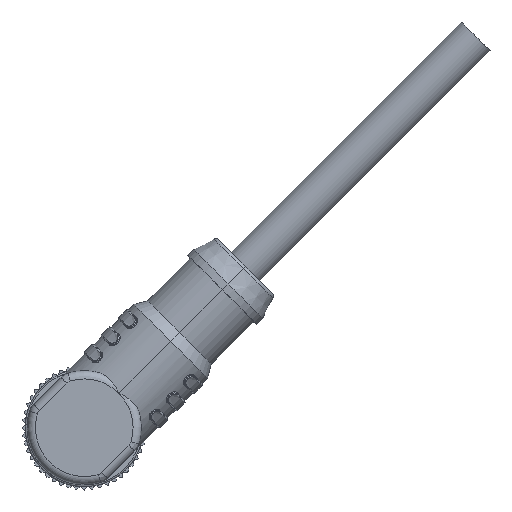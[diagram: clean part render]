
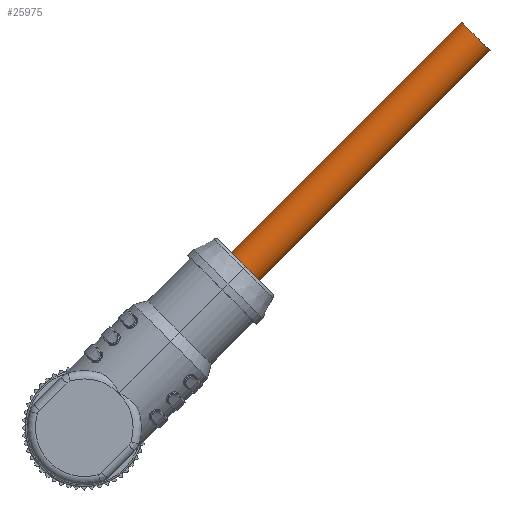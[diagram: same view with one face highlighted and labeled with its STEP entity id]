
A CAD part, left-side view. The second image highlights one B-rep face of the part: STEP entity #25975.
In plain terms, the highlighted cylindrical face has radius 2.5 mm (diameter 5 mm), a partial arc.
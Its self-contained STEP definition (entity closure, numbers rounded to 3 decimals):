
#3810=CARTESIAN_POINT('',(-21.5,-19.799,19.799));
#3811=DIRECTION('',(0.,-0.707,0.707));
#3812=DIRECTION('',(0.,0.707,0.707));
#3813=AXIS2_PLACEMENT_3D('',#3810,#3811,#3812);
#3815=DIRECTION('',(0.,-0.707,0.707));
#3816=VECTOR('',#3815,40.);
#3817=CARTESIAN_POINT('',(-21.5,-21.567,18.031));
#3818=LINE('',#3817,#3816);
#3819=DIRECTION('',(0.,-0.707,0.707));
#3820=VECTOR('',#3819,40.);
#3821=CARTESIAN_POINT('',(-21.5,-18.031,21.567));
#3822=LINE('',#3821,#3820);
#3828=CARTESIAN_POINT('',(-21.5,-48.083,48.083));
#3829=DIRECTION('',(0.,-0.707,0.707));
#3830=DIRECTION('',(0.,0.707,0.707));
#3831=AXIS2_PLACEMENT_3D('',#3828,#3829,#3830);
#24269=CARTESIAN_POINT('',(-21.5,-49.851,46.315));
#24270=CARTESIAN_POINT('',(-21.5,-46.315,49.851));
#24271=VERTEX_POINT('',#24269);
#24272=VERTEX_POINT('',#24270);
#24273=CARTESIAN_POINT('',(-21.5,-21.567,18.031));
#24274=CARTESIAN_POINT('',(-21.5,-18.031,21.567));
#24275=VERTEX_POINT('',#24273);
#24276=VERTEX_POINT('',#24274);
#25963=CARTESIAN_POINT('',(-21.5,-12.728,12.728));
#25964=DIRECTION('',(0.,-0.707,0.707));
#25965=DIRECTION('',(0.,-0.707,-0.707));
#25966=AXIS2_PLACEMENT_3D('',#25963,#25964,#25965);
#25967=CYLINDRICAL_SURFACE('',#25966,2.5);
#25968=ORIENTED_EDGE('',*,*,#25943,.F.);
#25969=ORIENTED_EDGE('',*,*,#25958,.T.);
#25971=ORIENTED_EDGE('',*,*,#25970,.T.);
#25972=ORIENTED_EDGE('',*,*,#25954,.F.);
#25973=EDGE_LOOP('',(#25968,#25969,#25971,#25972));
#25974=FACE_OUTER_BOUND('',#25973,.F.);
#25975=ADVANCED_FACE('',(#25974),#25967,.T.);
#3814=CIRCLE('',#3813,2.5);
#3832=CIRCLE('',#3831,2.5);
#25943=EDGE_CURVE('',#24276,#24275,#3814,.T.);
#25954=EDGE_CURVE('',#24275,#24271,#3818,.T.);
#25958=EDGE_CURVE('',#24276,#24272,#3822,.T.);
#25970=EDGE_CURVE('',#24272,#24271,#3832,.T.);
